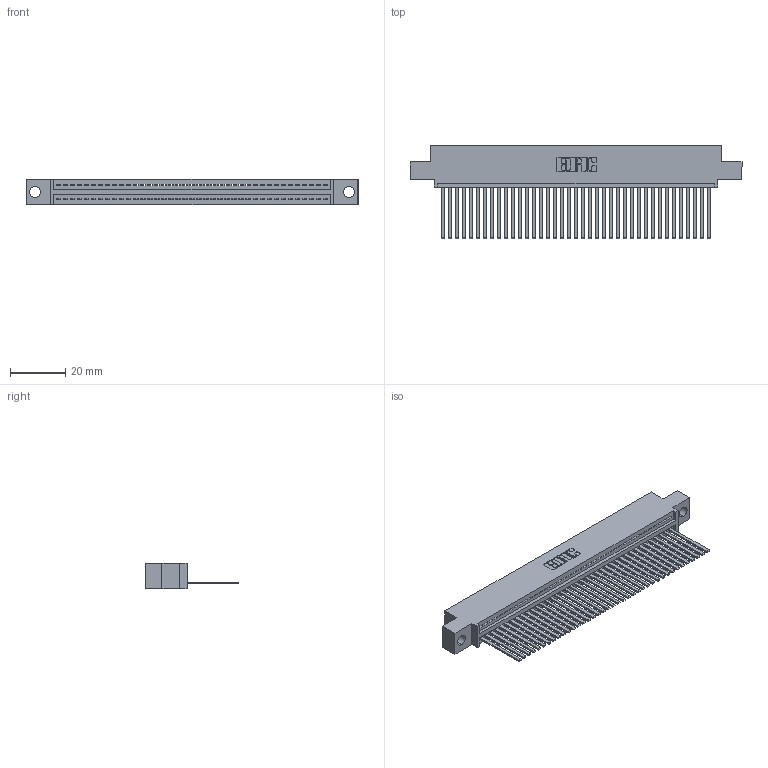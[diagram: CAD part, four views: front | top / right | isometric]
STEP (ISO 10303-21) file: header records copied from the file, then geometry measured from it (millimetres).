
FILE_DESCRIPTION (( 'STEP AP203' ), '1' );
FILE_NAME ('395-039-544-404.STEP', '2021-05-31T14:59:58', ( '' ), ( '' ), 'SwSTEP 2.0', 'SolidWorks 2020', '' );
FILE_SCHEMA (( 'CONFIG_CONTROL_DESIGN' ));
Length unit declared in the file: inch
Products named in the file (3): 345-292-001_345-293-144; 345 Part_0.110 Offset - 0.156 Dia-TI; 395-039-544-404
Assembly tree (40 placements, depth 2):
  395-039-544-404
    345 Part_0.110 Offset - 0.156 Dia-TI
    345-292-001_345-293-144  x39
Bounding box: 120.27 x 33.96 x 9.4 mm (x, y, z)
Volume: 11671 mm3; surface area: 16749.3 mm2
Topology: 40 solids, 40 shells, 2172 faces, 6551 edges, 4314 vertices
Faces by surface type: plane 1502, cylinder 670
Entity records: 30123 total; most frequent: CARTESIAN_POINT 5227, ORIENTED_EDGE 5198, DIRECTION 4565, EDGE_CURVE 2599, LINE 2315, VECTOR 2315, VERTEX_POINT 1730, AXIS2_PLACEMENT_3D 1125
